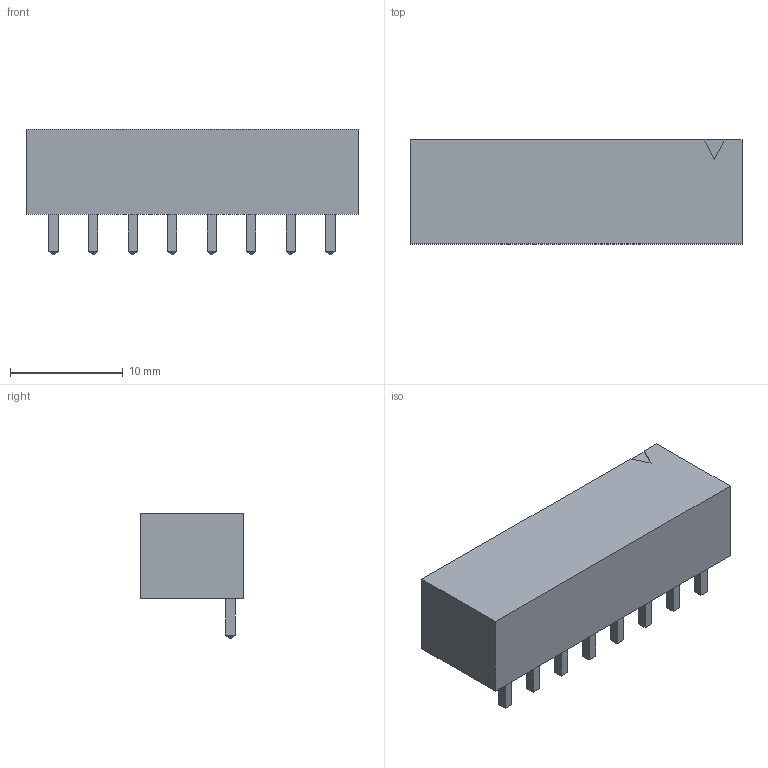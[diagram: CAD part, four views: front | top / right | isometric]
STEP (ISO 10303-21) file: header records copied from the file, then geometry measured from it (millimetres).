
FILE_DESCRIPTION(('FreeCAD Model'),'2;1');
FILE_NAME('1527339.2.1.stp','2023-03-03T17:25:53',( 'Author'),(''),'Open CASCADE STEP processor 6.9','FreeCAD','Unknown' );
FILE_SCHEMA(('AUTOMOTIVE_DESIGN { 1 0 10303 214 1 1 1 1 }'));
Length unit declared in the file: millimetre
Products named in the file (3): ASSEMBLY; Body; LeadsArray
Assembly tree (2 placements, depth 2):
  ASSEMBLY
    Body
    LeadsArray
Bounding box: 29.4 x 9.2 x 11.15 mm (x, y, z)
Volume: 977.7 mm3; surface area: 1964.5 mm2
Topology: 9 solids, 9 shells, 158 faces, 353 edges, 214 vertices
Faces by surface type: plane 142, cylinder 16
Entity records: 8989 total; most frequent: CARTESIAN_POINT 1530, DIRECTION 1397, LINE 995, VECTOR 995, ORIENTED_EDGE 706, PCURVE 706, DEFINITIONAL_REPRESENTATION 706, EDGE_CURVE 353
